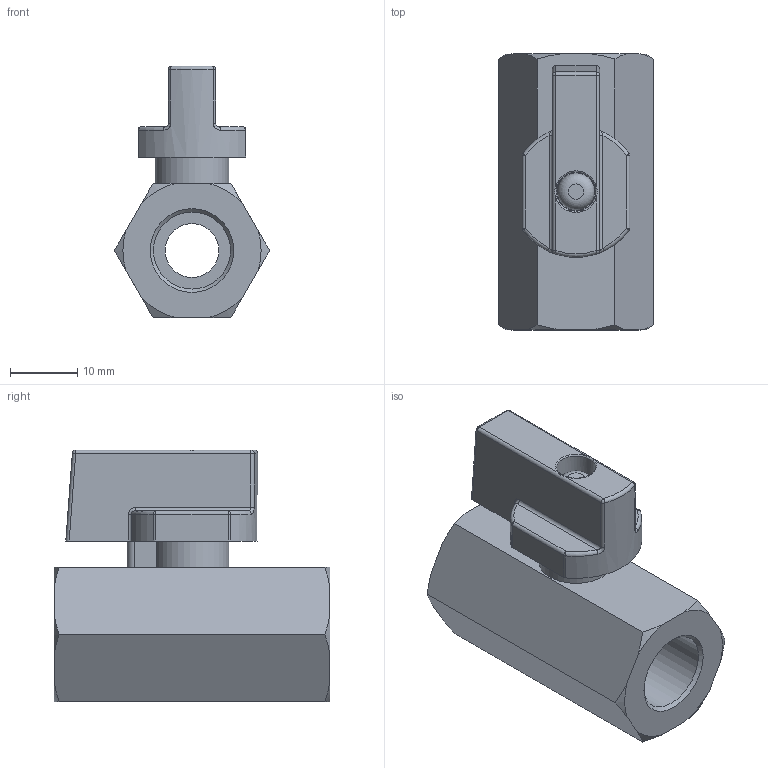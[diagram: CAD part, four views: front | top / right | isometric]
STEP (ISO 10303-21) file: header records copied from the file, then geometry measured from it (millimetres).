
FILE_DESCRIPTION(/* description */ ('Unknown'),/* implementation_level */ '2;1');
FILE_NAME(/* name */ '500-02',/* time_stamp */ '2022-01-18T10:50:22+01:00',/* author */ ('Unknown'),/* organization */ ('Unknown'),/* preprocessor_version */ 'ST-DEVELOPER v16.7',/* originating_system */ 'Solid Edge',/* authorisation */ 'Unknown');
FILE_SCHEMA (('AUTOMOTIVE_DESIGN {1 0 10303 214 3 1 1}'));
Length unit declared in the file: millimetre
Products named in the file (4): 500-02; Linsenkopfschraube_M3 x 12; 500-01-03_Hebel; 500-02_Gehäuse
Assembly tree (3 placements, depth 2):
  500-02
    Linsenkopfschraube_M3 x 12
    500-01-03_Hebel
    500-02_Gehäuse
Bounding box: 23.09 x 41 x 37.4 mm (x, y, z)
Volume: 14640.3 mm3; surface area: 6754.9 mm2
Topology: 3 solids, 3 shells, 97 faces, 231 edges, 137 vertices
Faces by surface type: cylinder 31, plane 29, cone 15, torus 8, sphere 8, bspline 6
Full cylindrical faces by diameter (mm): 2.459 x1, 3 x1, 3.3 x1, 5.5 x1, 5.8 x1, 8 x1, 11.445 x2
Entity records: 3127 total; most frequent: CARTESIAN_POINT 641, DIRECTION 457, ORIENTED_EDGE 410, EDGE_CURVE 205, AXIS2_PLACEMENT_3D 193, VERTEX_POINT 131, EDGE_LOOP 118, FACE_BOUND 118
